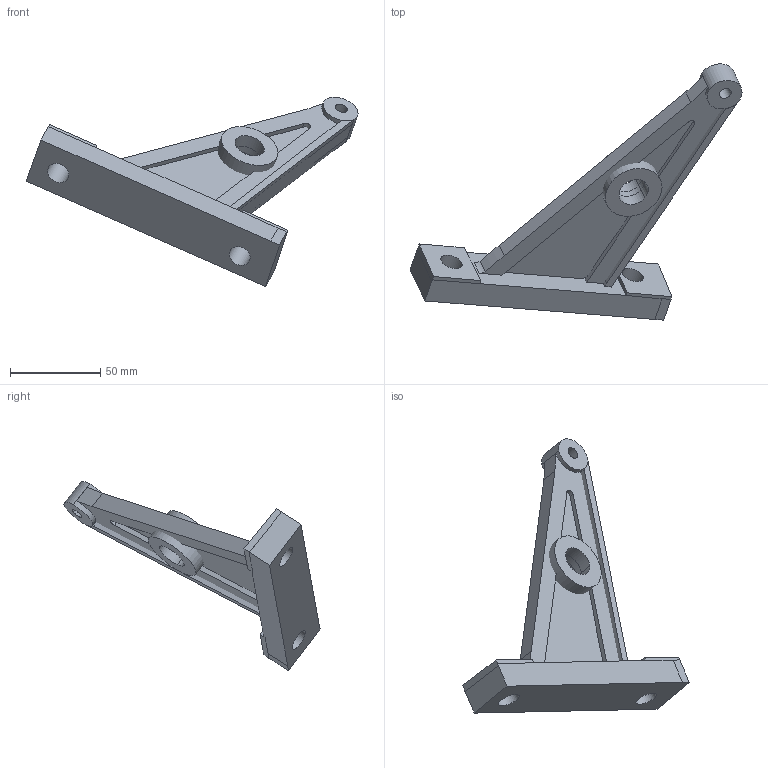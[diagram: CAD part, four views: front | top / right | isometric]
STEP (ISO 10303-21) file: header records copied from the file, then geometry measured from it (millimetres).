
FILE_DESCRIPTION(('STEP AP214'),'1');
FILE_NAME('kranshtain.stp','2025-03-19T09:02:11',(' '),(' '),'Spatial InterOp 3D',' ',' ');
FILE_SCHEMA(('AUTOMOTIVE_DESIGN { 1 0 10303 214 1 1 1 1 }'));
Length unit declared in the file: millimetre
Products named in the file (1): 1
Bounding box: 184.16 x 142.05 x 105.1 mm (x, y, z)
Volume: 132903.6 mm3; surface area: 46768.5 mm2
Topology: 6 solids, 6 shells, 75 faces, 180 edges, 117 vertices
Faces by surface type: plane 57, cylinder 18
Full cylindrical faces by diameter (mm): 6.7 x1, 12.103 x1, 12.398 x1, 16.981 x1, 32.831 x1
Entity records: 2168 total; most frequent: CARTESIAN_POINT 371, DIRECTION 369, ORIENTED_EDGE 346, EDGE_CURVE 173, LINE 135, VECTOR 135, AXIS2_PLACEMENT_3D 117, VERTEX_POINT 115
